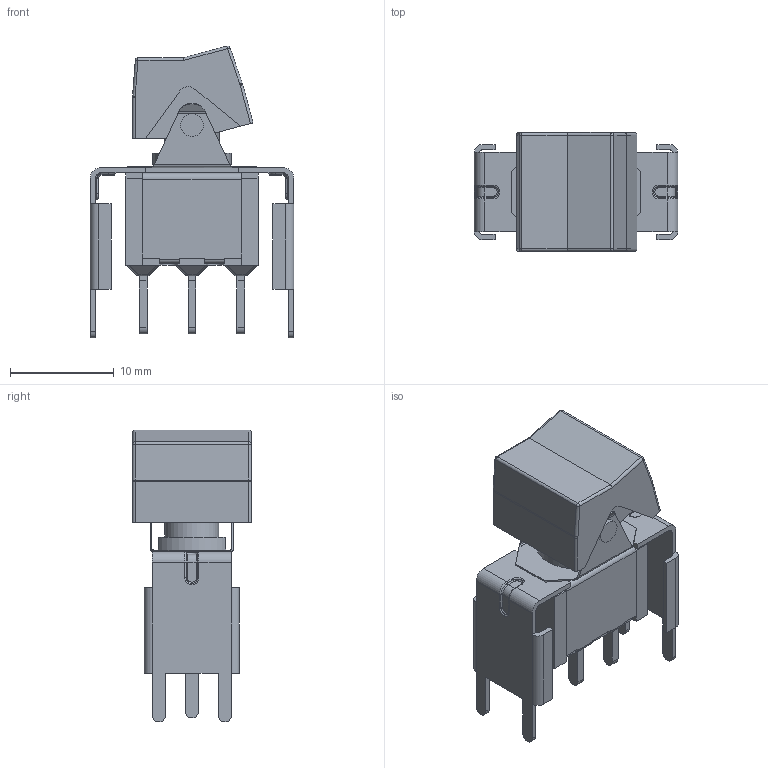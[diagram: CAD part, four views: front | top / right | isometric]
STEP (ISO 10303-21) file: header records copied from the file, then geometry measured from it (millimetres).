
FILE_DESCRIPTION(/* description */ (''),/* implementation_level */ '2;1');
FILE_NAME(/* name */ '300SPxJ5xxxVS4xE.stp',/* time_stamp */ '2025-05-13T08:42:50-05:00',/* author */ ('mroman'),/* organization */ (''),/* preprocessor_version */ 'ST-DEVELOPER v18.1',/* originating_system */ 'Autodesk Inventor 2022',/* authorisation */ '');
FILE_SCHEMA (('AUTOMOTIVE_DESIGN { 1 0 10303 214 3 1 1 }'));
Length unit declared in the file: inch
Products named in the file (1): 300SPxJ5xxxVS4xE
Bounding box: 19.56 x 11.43 x 28.06 mm (x, y, z)
Volume: 1650.6 mm3; surface area: 2375.6 mm2
Topology: 1 solids, 3 shells, 465 faces, 1157 edges, 693 vertices
Faces by surface type: plane 268, cylinder 145, torus 36, sphere 16
Full cylindrical faces by diameter (mm): 2.2 x4, 3.2 x1, 5.2 x1
Entity records: 13552 total; most frequent: DIRECTION 2415, CARTESIAN_POINT 2330, ORIENTED_EDGE 2282, EDGE_CURVE 1141, AXIS2_PLACEMENT_3D 810, LINE 795, VECTOR 795, VERTEX_POINT 693
